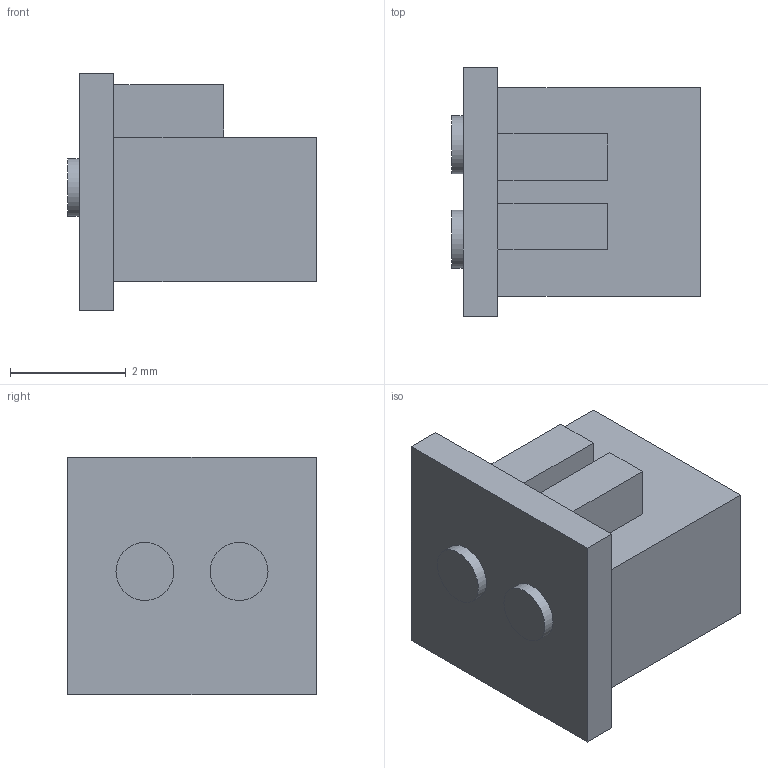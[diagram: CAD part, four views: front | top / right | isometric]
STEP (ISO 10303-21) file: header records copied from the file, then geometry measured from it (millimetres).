
FILE_DESCRIPTION(/* description */ (''),/* implementation_level */ '2;1');
FILE_NAME(/* name */ '2 pin JST 1.25mm connector female v2.step',/* time_stamp */ '2021-08-10T12:49:01+03:00',/* author */ (''),/* organization */ (''),/* preprocessor_version */ 'ST-DEVELOPER v18.1',/* originating_system */ 'Autodesk Translation Framework v10.9.0.1377',/* authorisation */ '');
FILE_SCHEMA (('AUTOMOTIVE_DESIGN { 1 0 10303 214 3 1 1 }'));
Length unit declared in the file: millimetre
Products named in the file (2): 2 pin JST 1.25mm connector female; female connector
Assembly tree (1 placements, depth 2):
  2 pin JST 1.25mm connector female
    female connector
Bounding box: 4.3 x 4.3 x 4.1 mm (x, y, z)
Volume: 45.1 mm3; surface area: 99.3 mm2
Topology: 3 solids, 3 shells, 25 faces, 54 edges, 36 vertices
Faces by surface type: plane 23, cylinder 2
Full cylindrical faces by diameter (mm): 1 x2
Entity records: 744 total; most frequent: CARTESIAN_POINT 118, DIRECTION 114, ORIENTED_EDGE 108, EDGE_CURVE 54, LINE 50, VECTOR 50, VERTEX_POINT 36, AXIS2_PLACEMENT_3D 32
